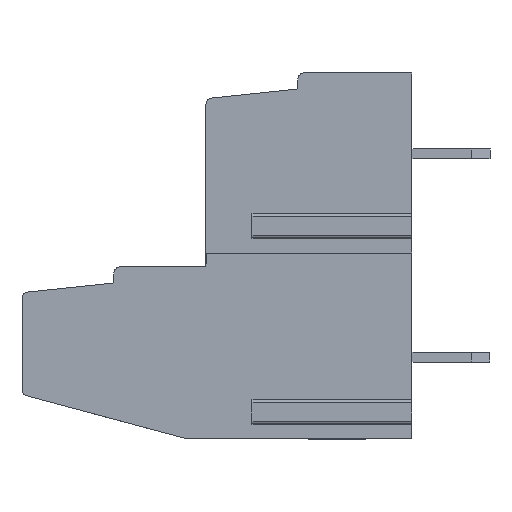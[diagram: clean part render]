
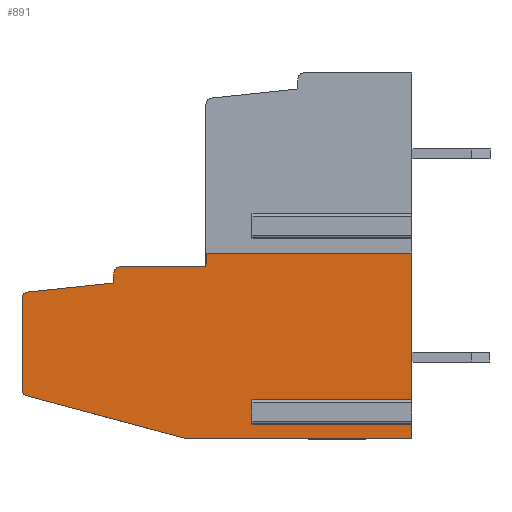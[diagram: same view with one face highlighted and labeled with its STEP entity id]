
A CAD part, left-side view. The second image highlights one B-rep face of the part: STEP entity #891.
In plain terms, the highlighted planar face has unit normal (-1, 0, 0).
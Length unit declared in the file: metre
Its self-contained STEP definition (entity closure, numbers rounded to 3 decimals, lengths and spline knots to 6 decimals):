
#891=ADVANCED_FACE('',(#1823),#1824,.F.);
#1823=FACE_OUTER_BOUND('',#2758,.T.);
#1824=PLANE('',#2759);
#2758=EDGE_LOOP('',(#5432,#5433,#5434,#5435,#5436,#5437,#5438,#5439,#5440,#5441,#5442,#5443,#5444,#5445,#5446,#5447));
#2759=AXIS2_PLACEMENT_3D('',#5448,#5449,#5450);
#5432=ORIENTED_EDGE('',*,*,#5885,.F.);
#5433=ORIENTED_EDGE('',*,*,#6519,.T.);
#5434=ORIENTED_EDGE('',*,*,#6063,.F.);
#5435=ORIENTED_EDGE('',*,*,#6220,.F.);
#5436=ORIENTED_EDGE('',*,*,#6227,.F.);
#5437=ORIENTED_EDGE('',*,*,#6230,.F.);
#5438=ORIENTED_EDGE('',*,*,#6233,.F.);
#5439=ORIENTED_EDGE('',*,*,#6235,.F.);
#5440=ORIENTED_EDGE('',*,*,#6114,.F.);
#5441=ORIENTED_EDGE('',*,*,#6161,.F.);
#5442=ORIENTED_EDGE('',*,*,#6158,.F.);
#5443=ORIENTED_EDGE('',*,*,#5675,.F.);
#5444=ORIENTED_EDGE('',*,*,#5893,.F.);
#5445=ORIENTED_EDGE('',*,*,#6503,.F.);
#5446=ORIENTED_EDGE('',*,*,#6480,.T.);
#5447=ORIENTED_EDGE('',*,*,#6516,.F.);
#5448=CARTESIAN_POINT('',(-0.262892,-0.062133,-0.008525));
#5449=DIRECTION('',(1.0,0.,0.));
#5450=DIRECTION('',(0.,0.,-1.0));
#5675=EDGE_CURVE('',#6833,#6835,#6836,.T.);
#5885=EDGE_CURVE('',#7162,#7164,#7165,.T.);
#5893=EDGE_CURVE('',#7178,#6833,#7180,.T.);
#6063=EDGE_CURVE('',#7433,#7435,#7436,.T.);
#6114=EDGE_CURVE('',#7514,#7515,#7516,.T.);
#6158=EDGE_CURVE('',#6835,#7579,#7580,.T.);
#6161=EDGE_CURVE('',#7579,#7514,#7583,.T.);
#6220=EDGE_CURVE('',#7659,#7433,#7661,.T.);
#6227=EDGE_CURVE('',#7669,#7659,#7671,.T.);
#6230=EDGE_CURVE('',#7673,#7669,#7675,.T.);
#6233=EDGE_CURVE('',#7677,#7673,#7679,.T.);
#6235=EDGE_CURVE('',#7515,#7677,#7681,.T.);
#6480=EDGE_CURVE('',#8059,#8057,#8060,.T.);
#6503=EDGE_CURVE('',#8059,#7178,#8084,.F.);
#6516=EDGE_CURVE('',#7164,#8057,#8097,.T.);
#6519=EDGE_CURVE('',#7162,#7435,#8100,.T.);
#6833=VERTEX_POINT('',#8514);
#6835=VERTEX_POINT('',#8517);
#6836=LINE('',#8518,#8519);
#7162=VERTEX_POINT('',#9003);
#7164=VERTEX_POINT('',#9006);
#7165=LINE('',#9007,#9008);
#7178=VERTEX_POINT('',#9024);
#7180=LINE('',#9026,#9027);
#7433=VERTEX_POINT('',#9384);
#7435=VERTEX_POINT('',#9387);
#7436=LINE('',#9388,#9389);
#7514=VERTEX_POINT('',#9487);
#7515=VERTEX_POINT('',#9488);
#7516=LINE('',#9489,#9490);
#7579=VERTEX_POINT('',#9584);
#7580=LINE('',#9585,#9586);
#7583=CIRCLE('',#9590,0.0003);
#7659=VERTEX_POINT('',#9702);
#7661=LINE('',#9705,#9706);
#7669=VERTEX_POINT('',#9718);
#7671=CIRCLE('',#9721,0.0003);
#7673=VERTEX_POINT('',#9723);
#7675=LINE('',#9726,#9727);
#7677=VERTEX_POINT('',#9729);
#7679=LINE('',#9732,#9733);
#7681=CIRCLE('',#9735,0.0003);
#8057=VERTEX_POINT('',#10258);
#8059=VERTEX_POINT('',#10260);
#8060=LINE('',#10261,#10262);
#8084=LINE('',#10296,#10297);
#8097=LINE('',#10316,#10317);
#8100=LINE('',#10321,#10322);
#8514=CARTESIAN_POINT('',(-0.262892,-0.081333,-0.010979));
#8517=CARTESIAN_POINT('',(-0.262892,-0.070133,-0.010979));
#8518=CARTESIAN_POINT('',(-0.262892,-0.070133,-0.010979));
#8519=VECTOR('',#10580,1.0);
#9003=CARTESIAN_POINT('',(-0.262892,-0.081333,-0.001679));
#9006=CARTESIAN_POINT('',(-0.262892,-0.081333,-0.009121));
#9007=CARTESIAN_POINT('',(-0.262892,-0.081333,-0.010979));
#9008=VECTOR('',#10816,1.0);
#9024=CARTESIAN_POINT('',(-0.262892,-0.081333,-0.010137));
#9026=CARTESIAN_POINT('',(-0.262892,-0.081333,-0.010979));
#9027=VECTOR('',#10832,1.0);
#9384=CARTESIAN_POINT('',(-0.262892,-0.071033,-0.002379));
#9387=CARTESIAN_POINT('',(-0.262892,-0.071033,-0.001679));
#9388=CARTESIAN_POINT('',(-0.262892,-0.071033,0.005768));
#9389=VECTOR('',#10992,1.0);
#9487=CARTESIAN_POINT('',(-0.262892,-0.061833,-0.008525));
#9488=CARTESIAN_POINT('',(-0.262892,-0.061833,-0.003932));
#9489=CARTESIAN_POINT('',(-0.262892,-0.061833,-0.003932));
#9490=VECTOR('',#11058,1.0);
#9584=CARTESIAN_POINT('',(-0.262892,-0.062055,-0.008814));
#9585=CARTESIAN_POINT('',(-0.262892,-0.062055,-0.008814));
#9586=VECTOR('',#11093,1.0);
#9590=AXIS2_PLACEMENT_3D('',#11095,#11096,#11097);
#9702=CARTESIAN_POINT('',(-0.262892,-0.066733,-0.002379));
#9705=CARTESIAN_POINT('',(-0.262892,-0.071033,-0.002379));
#9706=VECTOR('',#11135,1.0);
#9718=CARTESIAN_POINT('',(-0.262892,-0.066433,-0.002679));
#9721=AXIS2_PLACEMENT_3D('',#11141,#11142,#11143);
#9723=CARTESIAN_POINT('',(-0.262892,-0.066433,-0.003179));
#9726=CARTESIAN_POINT('',(-0.262892,-0.066433,-0.002679));
#9727=VECTOR('',#11145,1.0);
#9729=CARTESIAN_POINT('',(-0.262892,-0.062101,-0.003634));
#9732=CARTESIAN_POINT('',(-0.262892,-0.066433,-0.003179));
#9733=VECTOR('',#11147,1.0);
#9735=AXIS2_PLACEMENT_3D('',#11148,#11149,#11150);
#10258=CARTESIAN_POINT('',(-0.262892,-0.073333,-0.009121));
#10260=CARTESIAN_POINT('',(-0.262892,-0.073333,-0.010137));
#10261=CARTESIAN_POINT('',(-0.262892,-0.073333,-0.010104));
#10262=VECTOR('',#11397,1.0);
#10296=CARTESIAN_POINT('',(-0.262892,-0.081333,-0.010137));
#10297=VECTOR('',#11411,1.0);
#10316=CARTESIAN_POINT('',(-0.262892,-0.081333,-0.009121));
#10317=VECTOR('',#11418,1.0);
#10321=CARTESIAN_POINT('',(-0.262892,-0.062133,-0.001679));
#10322=VECTOR('',#11420,1.0);
#10580=DIRECTION('',(0.,1.0,0.));
#10816=DIRECTION('',(0.,0.,-1.0));
#10832=DIRECTION('',(0.,0.,-1.0));
#10992=DIRECTION('',(0.,0.,1.0));
#11058=DIRECTION('',(0.,0.,1.0));
#11093=DIRECTION('',(0.,0.966,0.259));
#11095=CARTESIAN_POINT('',(-0.262892,-0.062133,-0.008525));
#11096=DIRECTION('',(1.0,0.,0.));
#11097=DIRECTION('',(0.,-0.793,0.609));
#11135=DIRECTION('',(0.,-1.0,0.));
#11141=CARTESIAN_POINT('',(-0.262892,-0.066733,-0.002679));
#11142=DIRECTION('',(1.0,0.,0.));
#11143=DIRECTION('',(0.,-0.707,-0.707));
#11145=DIRECTION('',(0.,0.,1.0));
#11147=DIRECTION('',(0.,-0.995,0.105));
#11148=CARTESIAN_POINT('',(-0.262892,-0.062133,-0.003932));
#11149=DIRECTION('',(1.0,0.,0.));
#11150=DIRECTION('',(0.,-0.743,-0.669));
#11397=DIRECTION('',(0.,0.,1.0));
#11411=DIRECTION('',(0.,1.0,0.));
#11418=DIRECTION('',(0.,1.0,0.));
#11420=DIRECTION('',(0.,1.0,0.));
